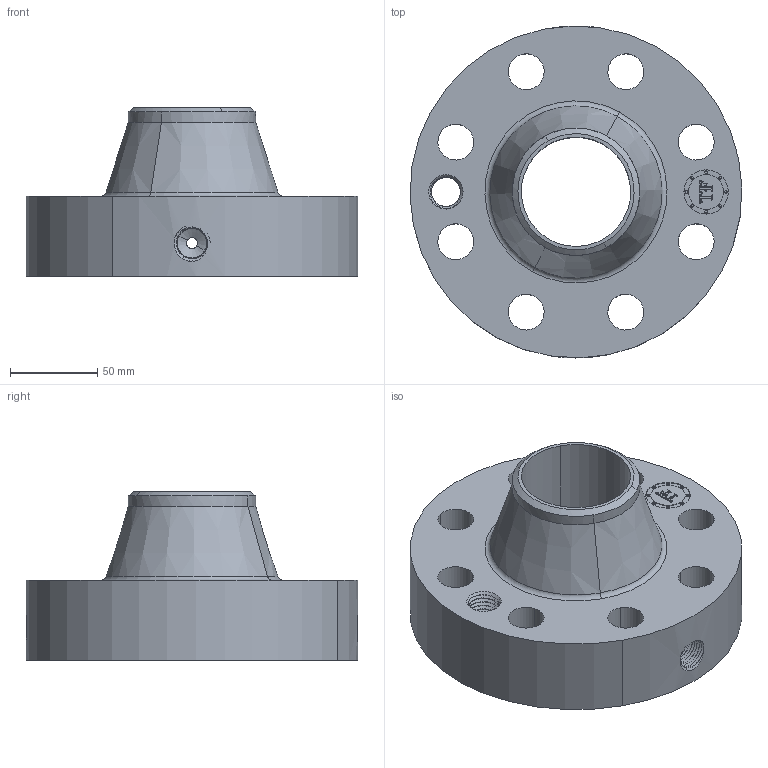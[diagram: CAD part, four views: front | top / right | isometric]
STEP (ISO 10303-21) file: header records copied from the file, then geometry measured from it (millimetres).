
FILE_DESCRIPTION(('3D STEP'),'2;1');
FILE_NAME('2.5-300-RTJ-WELD-NECK-40-ORIF-FLANGE.stp','2013-10-19T07:59:56+00:00',('Texas Flange'),(''),'CATIA Version 5 Release 20 SP 6 (IN-10)','CATIA V5 STEP AP214','800-826-3801');
FILE_SCHEMA(('AUTOMOTIVE_DESIGN { 1 0 10303 214 1 1 1 1 }'));
Length unit declared in the file: inch
Products named in the file (1): 2.5-300-RTJ-WELD-NECK-40-ORIF-FLANGE
Bounding box: 190.45 x 190.5 x 96.85 mm (x, y, z)
Volume: 1128800.5 mm3; surface area: 138113.7 mm2
Topology: 1 solids, 1 shells, 797 faces, 2160 edges, 1385 vertices
Faces by surface type: plane 370, bspline 267, cylinder 96, cone 54, torus 6, revolution 4
Entity records: 33595 total; most frequent: CARTESIAN_POINT 13966, ORIENTED_EDGE 4320, EDGE_CURVE 2160, DIRECTION 2093, VERTEX_POINT 1385, VECTOR 1189, LINE 1189, B_SPLINE_CURVE_WITH_KNOTS 847
